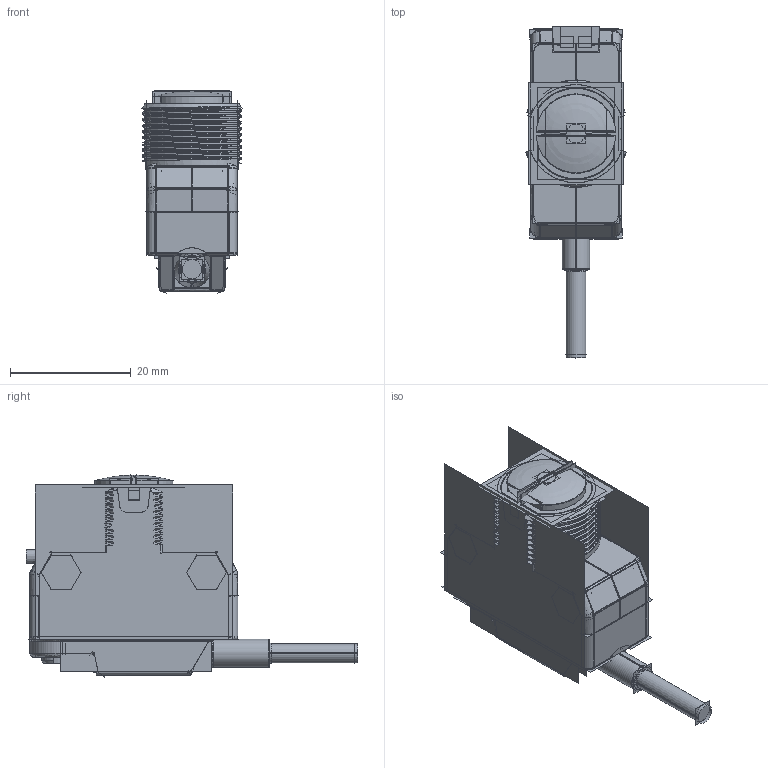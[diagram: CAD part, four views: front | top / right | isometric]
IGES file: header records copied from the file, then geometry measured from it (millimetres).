
Start section:  PTC IGES file: 139704_sm01.igs
Global section: file name: 139704_sm01.igs; native system: Creo Parametric by PTC Inc.; preprocessor: 2019292; author: PDMAdmin; organization: Unknown; date: 20221013.112908; units: millimetre
Bounding box: 16.61 x 55 x 33.51 mm (x, y, z)
Volume: 11377.6 mm3; surface area: 22421.6 mm2
Topology: 2 solids, 4 shells, 922 faces, 4574 edges, 5684 vertices
Faces by surface type: bspline 550, revolution 372
